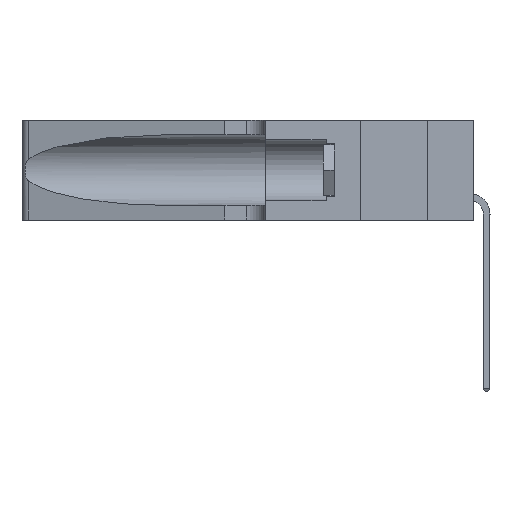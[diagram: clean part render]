
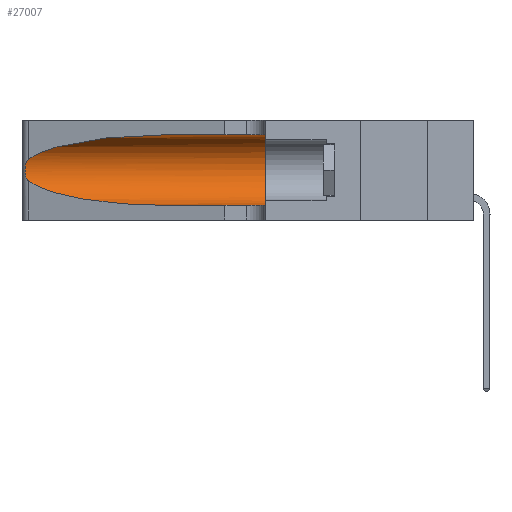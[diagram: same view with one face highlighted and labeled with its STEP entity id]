
A CAD part, left-side view. The second image highlights one B-rep face of the part: STEP entity #27007.
In plain terms, the highlighted cylindrical face has radius 3.308 mm (diameter 6.617 mm), a partial arc.
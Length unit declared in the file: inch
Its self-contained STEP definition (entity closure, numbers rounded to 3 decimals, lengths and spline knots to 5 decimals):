
#327 = CARTESIAN_POINT ( 'NONE',  ( 0.26017, 1.23833, 0.17102 ) ) ;
#740 = CARTESIAN_POINT ( 'NONE',  ( 0.26018, 1.23835, 0.19895 ) ) ;
#774 = VERTEX_POINT ( 'NONE', #780 ) ;
#780 = CARTESIAN_POINT ( 'NONE',  ( 0.25487, 1.22718, 0.14631 ) ) ;
#1403 = LINE ( 'NONE', #12480, #18159 ) ;
#1955 = ORIENTED_EDGE ( 'NONE', *, *, #16108, .T. ) ;
#2244 = CARTESIAN_POINT ( 'NONE',  ( 0.1305, 0.72297, 0.31525 ) ) ;
#2337 =( BOUNDED_CURVE ( )  B_SPLINE_CURVE ( 3, ( #7581, #10069, #12373, #19660 ),
 .UNSPECIFIED., .F., .F. ) 
 B_SPLINE_CURVE_WITH_KNOTS ( ( 4, 4 ),
 ( 3.44316, 4.71239 ),
 .UNSPECIFIED. ) 
 CURVE ( )  GEOMETRIC_REPRESENTATION_ITEM ( )  RATIONAL_B_SPLINE_CURVE ( ( 1., 0.87, 0.87, 1. ) ) 
 REPRESENTATION_ITEM ( '' )  );
#2492 = CARTESIAN_POINT ( 'NONE',  ( 0.25639, 1.23184, 0.21858 ) ) ;
#2710 = LINE ( 'NONE', #24205, #11299 ) ;
#2808 = CARTESIAN_POINT ( 'NONE',  ( 0.25639, 1.23186, 0.15144 ) ) ;
#3017 = CARTESIAN_POINT ( 'NONE',  ( 0.26075, 1.23896, 0.178 ) ) ;
#4757 = EDGE_CURVE ( 'NONE', #17917, #774, #6005, .T. ) ;
#5043 = CARTESIAN_POINT ( 'NONE',  ( 0.1305, 0.35, 0.185 ) ) ;
#5453 = EDGE_CURVE ( 'NONE', #774, #30208, #2337, .T. ) ;
#5550 = DIRECTION ( 'NONE',  ( 0., -1., 0. ) ) ;
#6005 = B_SPLINE_CURVE_WITH_KNOTS ( 'NONE', 3,
 ( #30810, #9656, #2492, #6975, #14174, #740, #9758, #3017, #327, #16958, #14668, #2808, #23027, #30269 ),
 .UNSPECIFIED., .F., .F.,
 ( 4, 2, 2, 2, 2, 2, 4 ),
 ( 0., 0.00027, 0.00053, 0.00107, 0.0016, 0.00187, 0.00214 ),
 .UNSPECIFIED. ) ;
#6542 = CARTESIAN_POINT ( 'NONE',  ( 0.1305, 1.61858, 0.185 ) ) ;
#6975 = CARTESIAN_POINT ( 'NONE',  ( 0.25787, 1.23484, 0.2124 ) ) ;
#7574 = DIRECTION ( 'NONE',  ( 0., -1., 0. ) ) ;
#7581 = CARTESIAN_POINT ( 'NONE',  ( 0.25487, 1.22718, 0.14631 ) ) ;
#8625 = EDGE_LOOP ( 'NONE', ( #28808, #17884, #23742, #1955, #25038, #25131 ) ) ;
#9311 = AXIS2_PLACEMENT_3D ( 'NONE', #6542, #28235, #23097 ) ;
#9656 = CARTESIAN_POINT ( 'NONE',  ( 0.25555, 1.22994, 0.2215 ) ) ;
#9758 = CARTESIAN_POINT ( 'NONE',  ( 0.26075, 1.23896, 0.19203 ) ) ;
#10069 = CARTESIAN_POINT ( 'NONE',  ( 0.2373, 1.15595, 0.08982 ) ) ;
#10556 =( BOUNDED_CURVE ( )  B_SPLINE_CURVE ( 3, ( #2244, #12026, #28748, #28335 ),
 .UNSPECIFIED., .F., .T. ) 
 B_SPLINE_CURVE_WITH_KNOTS ( ( 4, 4 ),
 ( 1.5708, 2.84003 ),
 .UNSPECIFIED. ) 
 CURVE ( )  GEOMETRIC_REPRESENTATION_ITEM ( )  RATIONAL_B_SPLINE_CURVE ( ( 1., 0.87, 0.87, 1. ) ) 
 REPRESENTATION_ITEM ( '' )  );
#11299 = VECTOR ( 'NONE', #5550, 39.37008 ) ;
#12026 = CARTESIAN_POINT ( 'NONE',  ( 0.18966, 0.96281, 0.31525 ) ) ;
#12373 = CARTESIAN_POINT ( 'NONE',  ( 0.18966, 0.96281, 0.05475 ) ) ;
#12480 = CARTESIAN_POINT ( 'NONE',  ( 0.1305, 1.61858, 0.05475 ) ) ;
#13415 = AXIS2_PLACEMENT_3D ( 'NONE', #5043, #21803, #14622 ) ;
#14174 = CARTESIAN_POINT ( 'NONE',  ( 0.25854, 1.2359, 0.20912 ) ) ;
#14622 = DIRECTION ( 'NONE',  ( 0., 0., 1. ) ) ;
#14668 = CARTESIAN_POINT ( 'NONE',  ( 0.25789, 1.23486, 0.15765 ) ) ;
#15180 = CARTESIAN_POINT ( 'NONE',  ( 0.1305, 0.72297, 0.31525 ) ) ;
#15535 = VERTEX_POINT ( 'NONE', #15180 ) ;
#16108 = EDGE_CURVE ( 'NONE', #30208, #18224, #1403, .T. ) ;
#16527 = CARTESIAN_POINT ( 'NONE',  ( 0.1305, 0.35, 0.31525 ) ) ;
#16958 = CARTESIAN_POINT ( 'NONE',  ( 0.25856, 1.23593, 0.16098 ) ) ;
#17884 = ORIENTED_EDGE ( 'NONE', *, *, #4757, .T. ) ;
#17917 = VERTEX_POINT ( 'NONE', #28073 ) ;
#18159 = VECTOR ( 'NONE', #7574, 39.37008 ) ;
#18224 = VERTEX_POINT ( 'NONE', #18642 ) ;
#18642 = CARTESIAN_POINT ( 'NONE',  ( 0.1305, 0.35, 0.05475 ) ) ;
#19660 = CARTESIAN_POINT ( 'NONE',  ( 0.1305, 0.72297, 0.05475 ) ) ;
#19890 = EDGE_CURVE ( 'NONE', #26480, #18224, #25069, .T. ) ;
#20113 = CARTESIAN_POINT ( 'NONE',  ( 0.1305, 0.72297, 0.05475 ) ) ;
#21803 = DIRECTION ( 'NONE',  ( 0., 1., 0. ) ) ;
#23027 = CARTESIAN_POINT ( 'NONE',  ( 0.25555, 1.22993, 0.14849 ) ) ;
#23097 = DIRECTION ( 'NONE',  ( 0., 0., -1. ) ) ;
#23742 = ORIENTED_EDGE ( 'NONE', *, *, #5453, .T. ) ;
#24205 = CARTESIAN_POINT ( 'NONE',  ( 0.1305, 1.61858, 0.31525 ) ) ;
#25038 = ORIENTED_EDGE ( 'NONE', *, *, #19890, .F. ) ;
#25069 = CIRCLE ( 'NONE', #13415, 0.13025 ) ;
#25131 = ORIENTED_EDGE ( 'NONE', *, *, #25362, .F. ) ;
#25362 = EDGE_CURVE ( 'NONE', #15535, #26480, #2710, .T. ) ;
#25863 = CYLINDRICAL_SURFACE ( 'NONE', #9311, 0.13025 ) ;
#26480 = VERTEX_POINT ( 'NONE', #16527 ) ;
#27007 = ADVANCED_FACE ( 'NONE', ( #28854 ), #25863, .F. ) ;
#27081 = EDGE_CURVE ( 'NONE', #15535, #17917, #10556, .T. ) ;
#28073 = CARTESIAN_POINT ( 'NONE',  ( 0.25487, 1.22718, 0.22369 ) ) ;
#28235 = DIRECTION ( 'NONE',  ( 0., -1., 0. ) ) ;
#28335 = CARTESIAN_POINT ( 'NONE',  ( 0.25487, 1.22718, 0.22369 ) ) ;
#28748 = CARTESIAN_POINT ( 'NONE',  ( 0.2373, 1.15595, 0.28018 ) ) ;
#28808 = ORIENTED_EDGE ( 'NONE', *, *, #27081, .T. ) ;
#28854 = FACE_OUTER_BOUND ( 'NONE', #8625, .T. ) ;
#30208 = VERTEX_POINT ( 'NONE', #20113 ) ;
#30269 = CARTESIAN_POINT ( 'NONE',  ( 0.25487, 1.22718, 0.14631 ) ) ;
#30810 = CARTESIAN_POINT ( 'NONE',  ( 0.25487, 1.22718, 0.22369 ) ) ;
